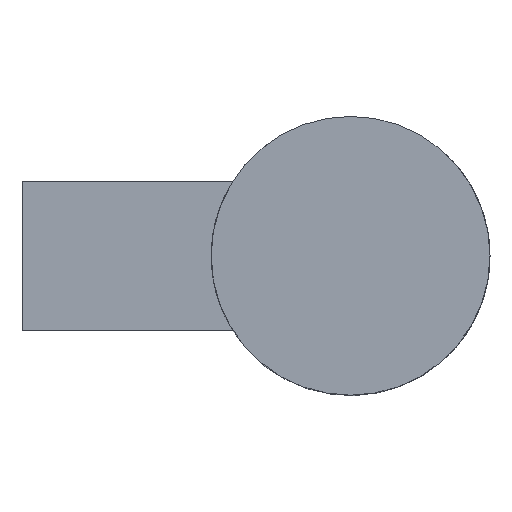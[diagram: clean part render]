
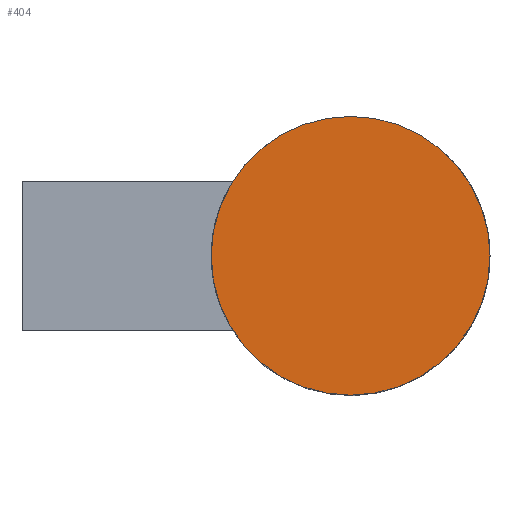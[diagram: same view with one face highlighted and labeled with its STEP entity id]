
A CAD part, top view. The second image highlights one B-rep face of the part: STEP entity #404.
In plain terms, the highlighted planar face has unit normal (0, 0, 1).
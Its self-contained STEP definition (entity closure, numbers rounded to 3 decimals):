
#44 = DIRECTION ( 'NONE',  ( 0., 0., 1. ) ) ;
#84 = CIRCLE ( 'NONE', #431, 7. ) ;
#124 = PLANE ( 'NONE',  #265 ) ;
#139 = EDGE_CURVE ( 'NONE', #194, #343, #84, .T. ) ;
#161 = CARTESIAN_POINT ( 'NONE',  ( 0., 0., 12.4 ) ) ;
#174 = CIRCLE ( 'NONE', #246, 7. ) ;
#194 = VERTEX_POINT ( 'NONE', #325 ) ;
#216 = DIRECTION ( 'NONE',  ( 0., 0., 1. ) ) ;
#246 = AXIS2_PLACEMENT_3D ( 'NONE', #601, #216, #552 ) ;
#265 = AXIS2_PLACEMENT_3D ( 'NONE', #161, #305, #350 ) ;
#287 = ORIENTED_EDGE ( 'NONE', *, *, #542, .T. ) ;
#305 = DIRECTION ( 'NONE',  ( 0., 0., 1. ) ) ;
#325 = CARTESIAN_POINT ( 'NONE',  ( -7., 0., 12.4 ) ) ;
#343 = VERTEX_POINT ( 'NONE', #477 ) ;
#350 = DIRECTION ( 'NONE',  ( 1., 0., 0. ) ) ;
#372 = DIRECTION ( 'NONE',  ( 1., 0., 0. ) ) ;
#375 = CARTESIAN_POINT ( 'NONE',  ( 0., 0., 12.4 ) ) ;
#400 = ORIENTED_EDGE ( 'NONE', *, *, #139, .T. ) ;
#404 = ADVANCED_FACE ( 'NONE', ( #443 ), #124, .T. ) ;
#431 = AXIS2_PLACEMENT_3D ( 'NONE', #375, #44, #372 ) ;
#443 = FACE_OUTER_BOUND ( 'NONE', #476, .T. ) ;
#476 = EDGE_LOOP ( 'NONE', ( #400, #287 ) ) ;
#477 = CARTESIAN_POINT ( 'NONE',  ( 7., 0., 12.4 ) ) ;
#542 = EDGE_CURVE ( 'NONE', #343, #194, #174, .T. ) ;
#552 = DIRECTION ( 'NONE',  ( 1., 0., 0. ) ) ;
#601 = CARTESIAN_POINT ( 'NONE',  ( 0., 0., 12.4 ) ) ;
